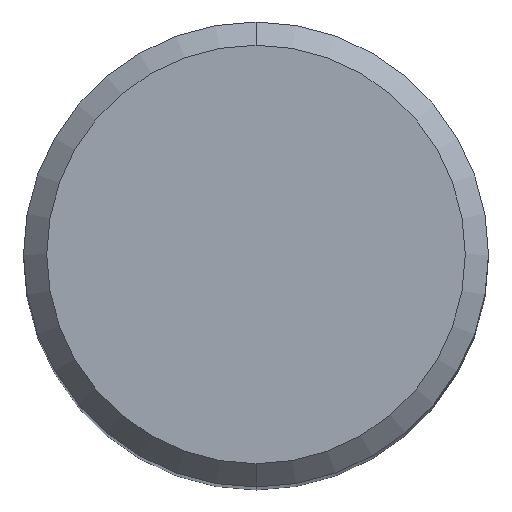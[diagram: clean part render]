
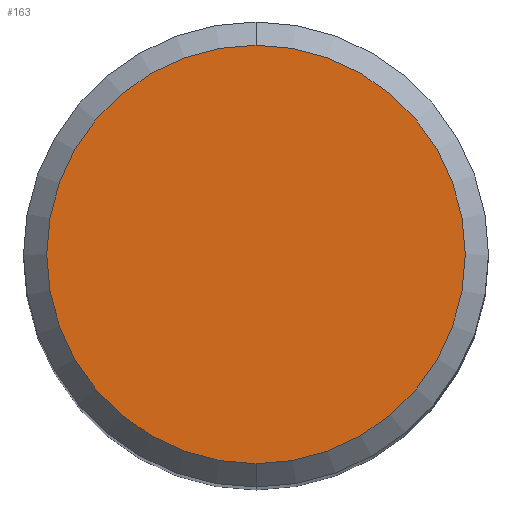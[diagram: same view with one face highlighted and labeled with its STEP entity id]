
A CAD part, top view. The second image highlights one B-rep face of the part: STEP entity #163.
In plain terms, the highlighted planar face has unit normal (0, 0, 1).
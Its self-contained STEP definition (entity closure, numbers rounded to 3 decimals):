
#147=VERTEX_POINT('',#306);
#153=EDGE_CURVE('',#185,#147,#312,.T.);
#163=ADVANCED_FACE('',(#323),#324,.T.);
#183=EDGE_CURVE('',#147,#185,#347,.T.);
#185=VERTEX_POINT('',#349);
#306=CARTESIAN_POINT('',(0.0,5.4,0.0));
#312=CIRCLE('',#486,5.4);
#323=FACE_OUTER_BOUND('',#500,.T.);
#324=PLANE('',#501);
#347=CIRCLE('',#531,5.4);
#349=CARTESIAN_POINT('',(0.,-5.4,0.0));
#486=AXIS2_PLACEMENT_3D('',#682,#683,#684);
#500=EDGE_LOOP('',(#698,#699));
#501=AXIS2_PLACEMENT_3D('',#700,#701,#702);
#531=AXIS2_PLACEMENT_3D('',#740,#741,#742);
#682=CARTESIAN_POINT('',(0.0,0.0,0.0));
#683=DIRECTION('',(0.0,0.0,-1.0));
#684=DIRECTION('',(0.0,1.0,0.0));
#698=ORIENTED_EDGE('',*,*,#183,.F.);
#699=ORIENTED_EDGE('',*,*,#153,.F.);
#700=CARTESIAN_POINT('',(0.0,2.7,0.0));
#701=DIRECTION('',(-0.0,0.0,1.0));
#702=DIRECTION('',(0.0,-1.0,0.0));
#740=CARTESIAN_POINT('',(0.0,0.0,0.0));
#741=DIRECTION('',(0.0,0.0,-1.0));
#742=DIRECTION('',(0.0,1.0,0.0));
